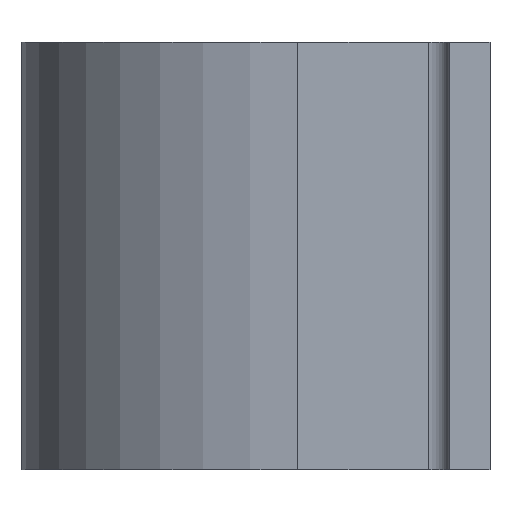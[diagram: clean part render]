
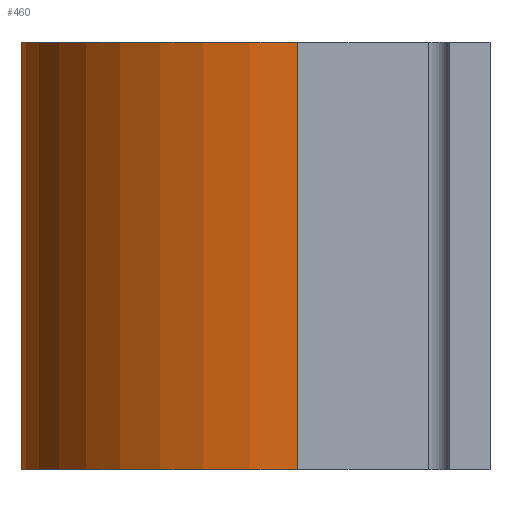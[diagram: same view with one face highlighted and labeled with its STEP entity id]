
A CAD part, left-side view. The second image highlights one B-rep face of the part: STEP entity #460.
In plain terms, the highlighted cylindrical face has radius 10.249 mm (diameter 20.498 mm), a partial arc.
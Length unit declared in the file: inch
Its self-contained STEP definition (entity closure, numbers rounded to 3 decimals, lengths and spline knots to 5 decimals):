
#12 = EDGE_CURVE ( 'NONE', #472, #28, #305, .T. ) ;
#19 = CARTESIAN_POINT ( 'NONE',  ( 1.5275, 0.2815, 0.3125 ) ) ;
#21 = AXIS2_PLACEMENT_3D ( 'NONE', #316, #318, #322 ) ;
#28 = VERTEX_POINT ( 'NONE', #496 ) ;
#55 = DIRECTION ( 'NONE',  ( 0., 0., -1. ) ) ;
#59 = CARTESIAN_POINT ( 'NONE',  ( 1.5275, 0.2815, 0.3125 ) ) ;
#75 = AXIS2_PLACEMENT_3D ( 'NONE', #432, #389, #381 ) ;
#76 = AXIS2_PLACEMENT_3D ( 'NONE', #188, #55, #321 ) ;
#91 = VECTOR ( 'NONE', #368, 39.37008 ) ;
#108 = ORIENTED_EDGE ( 'NONE', *, *, #250, .F. ) ;
#145 = CARTESIAN_POINT ( 'NONE',  ( 0.7205, 0.2815, -0.3125 ) ) ;
#165 = ORIENTED_EDGE ( 'NONE', *, *, #12, .T. ) ;
#188 = CARTESIAN_POINT ( 'NONE',  ( 1.124, 0.2815, 0.3125 ) ) ;
#208 = CIRCLE ( 'NONE', #21, 0.4035 ) ;
#250 = EDGE_CURVE ( 'NONE', #542, #28, #208, .T. ) ;
#253 = CYLINDRICAL_SURFACE ( 'NONE', #76, 0.4035 ) ;
#265 = FACE_OUTER_BOUND ( 'NONE', #269, .T. ) ;
#269 = EDGE_LOOP ( 'NONE', ( #108, #507, #430, #165 ) ) ;
#290 = CARTESIAN_POINT ( 'NONE',  ( 0.7205, 0.2815, 0.3125 ) ) ;
#305 = LINE ( 'NONE', #19, #407 ) ;
#308 = LINE ( 'NONE', #334, #91 ) ;
#309 = EDGE_CURVE ( 'NONE', #555, #542, #308, .T. ) ;
#316 = CARTESIAN_POINT ( 'NONE',  ( 1.124, 0.2815, -0.3125 ) ) ;
#318 = DIRECTION ( 'NONE',  ( 0., 0., -1. ) ) ;
#321 = DIRECTION ( 'NONE',  ( -1., 0., 0. ) ) ;
#322 = DIRECTION ( 'NONE',  ( 1., 0., 0. ) ) ;
#334 = CARTESIAN_POINT ( 'NONE',  ( 0.7205, 0.2815, 0.3125 ) ) ;
#338 = EDGE_CURVE ( 'NONE', #555, #472, #415, .T. ) ;
#368 = DIRECTION ( 'NONE',  ( 0., 0., -1. ) ) ;
#381 = DIRECTION ( 'NONE',  ( 1., 0., 0. ) ) ;
#389 = DIRECTION ( 'NONE',  ( 0., 0., -1. ) ) ;
#407 = VECTOR ( 'NONE', #444, 39.37008 ) ;
#415 = CIRCLE ( 'NONE', #75, 0.4035 ) ;
#430 = ORIENTED_EDGE ( 'NONE', *, *, #338, .T. ) ;
#432 = CARTESIAN_POINT ( 'NONE',  ( 1.124, 0.2815, 0.3125 ) ) ;
#444 = DIRECTION ( 'NONE',  ( 0., 0., -1. ) ) ;
#460 = ADVANCED_FACE ( 'NONE', ( #265 ), #253, .T. ) ;
#472 = VERTEX_POINT ( 'NONE', #59 ) ;
#496 = CARTESIAN_POINT ( 'NONE',  ( 1.5275, 0.2815, -0.3125 ) ) ;
#507 = ORIENTED_EDGE ( 'NONE', *, *, #309, .F. ) ;
#542 = VERTEX_POINT ( 'NONE', #145 ) ;
#555 = VERTEX_POINT ( 'NONE', #290 ) ;
